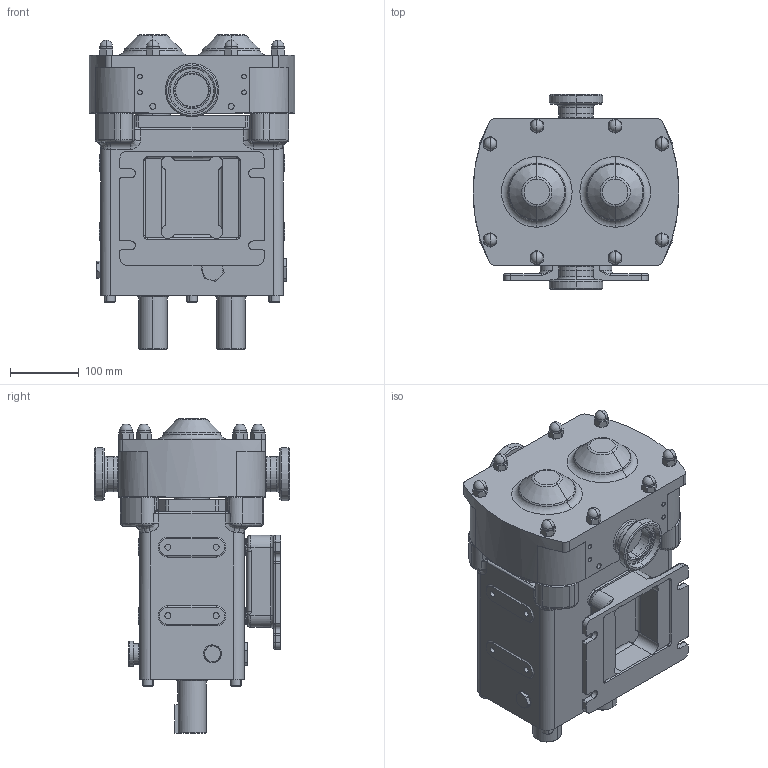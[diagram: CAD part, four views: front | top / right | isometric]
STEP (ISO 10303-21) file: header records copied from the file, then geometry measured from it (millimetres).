
FILE_DESCRIPTION (( 'STEP AP214' ), '1' );
FILE_NAME ('GA3951.STEP', '2024-11-06T20:59:11', ( '' ), ( '' ), 'SwSTEP 2.0', 'SolidWorks 2023', '' );
FILE_SCHEMA (( 'AUTOMOTIVE_DESIGN' ));
Length unit declared in the file: millimetre
Products named in the file (3): GA3951; Copy of Z94-5031-33 - 2 INCH DIN11851^GA3951; Copy of R0450 CPP V LHD^GA3951
Assembly tree (3 placements, depth 2):
  GA3951
    Copy of R0450 CPP V LHD^GA3951
    Copy of Z94-5031-33 - 2 INCH DIN11851^GA3951  x2
Bounding box: 300 x 284 x 457.7 mm (x, y, z)
Volume: 16773433.6 mm3; surface area: 690903.9 mm2
Topology: 3 solids, 3 shells, 960 faces, 2288 edges, 1355 vertices
Faces by surface type: plane 301, cylinder 293, cone 176, torus 100, bspline 66, sphere 24
Entity records: 30411 total; most frequent: CARTESIAN_POINT 9234, DIRECTION 4575, ORIENTED_EDGE 4344, EDGE_CURVE 2172, AXIS2_PLACEMENT_3D 1862, VERTEX_POINT 1307, EDGE_LOOP 1009, CIRCLE 989
